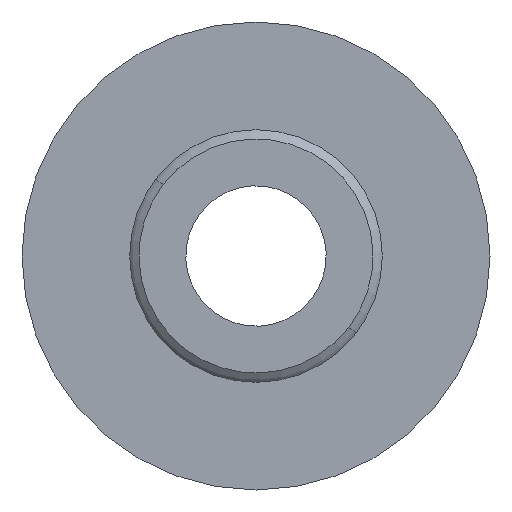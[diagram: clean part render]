
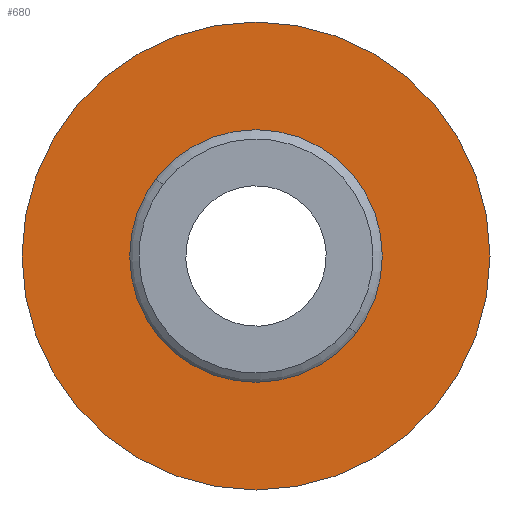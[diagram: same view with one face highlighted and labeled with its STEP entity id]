
A CAD part, front view. The second image highlights one B-rep face of the part: STEP entity #680.
In plain terms, the highlighted planar face has unit normal (0, -1, 0).
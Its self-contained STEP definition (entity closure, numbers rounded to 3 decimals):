
#36 = CARTESIAN_POINT ( 'NONE',  ( 0., 0., 0. ) ) ;
#62 = DIRECTION ( 'NONE',  ( 0., 0., -1. ) ) ;
#76 = PLANE ( 'NONE',  #277 ) ;
#95 = VERTEX_POINT ( 'NONE', #625 ) ;
#128 = CARTESIAN_POINT ( 'NONE',  ( 0., 0., 0. ) ) ;
#137 = CARTESIAN_POINT ( 'NONE',  ( 2.7, 0., 0. ) ) ;
#175 = ORIENTED_EDGE ( 'NONE', *, *, #194, .T. ) ;
#183 = CARTESIAN_POINT ( 'NONE',  ( 0., 0., 0. ) ) ;
#194 = EDGE_CURVE ( 'NONE', #635, #95, #219, .T. ) ;
#211 = DIRECTION ( 'NONE',  ( 0., -1., 0. ) ) ;
#219 = CIRCLE ( 'NONE', #846, 5. ) ;
#227 = CIRCLE ( 'NONE', #695, 5. ) ;
#240 = DIRECTION ( 'NONE',  ( 0., 0., -1. ) ) ;
#252 = DIRECTION ( 'NONE',  ( 0., -1., 0. ) ) ;
#259 = CARTESIAN_POINT ( 'NONE',  ( 0., 0., -5. ) ) ;
#277 = AXIS2_PLACEMENT_3D ( 'NONE', #137, #252, #320 ) ;
#281 = FACE_OUTER_BOUND ( 'NONE', #685, .T. ) ;
#297 = ORIENTED_EDGE ( 'NONE', *, *, #583, .T. ) ;
#315 = DIRECTION ( 'NONE',  ( 0., -1., 0. ) ) ;
#320 = DIRECTION ( 'NONE',  ( 0., 0., -1. ) ) ;
#385 = FACE_BOUND ( 'NONE', #489, .T. ) ;
#390 = AXIS2_PLACEMENT_3D ( 'NONE', #514, #429, #845 ) ;
#394 = CIRCLE ( 'NONE', #390, 2.7 ) ;
#429 = DIRECTION ( 'NONE',  ( 0., -1., 0. ) ) ;
#435 = CIRCLE ( 'NONE', #821, 2.7 ) ;
#451 = EDGE_CURVE ( 'NONE', #813, #597, #394, .T. ) ;
#465 = ORIENTED_EDGE ( 'NONE', *, *, #573, .F. ) ;
#473 = DIRECTION ( 'NONE',  ( 0., 0., -1. ) ) ;
#489 = EDGE_LOOP ( 'NONE', ( #781, #465 ) ) ;
#507 = CARTESIAN_POINT ( 'NONE',  ( 0., 0., -2.7 ) ) ;
#514 = CARTESIAN_POINT ( 'NONE',  ( 0., 0., 0. ) ) ;
#573 = EDGE_CURVE ( 'NONE', #597, #813, #435, .T. ) ;
#583 = EDGE_CURVE ( 'NONE', #95, #635, #227, .T. ) ;
#597 = VERTEX_POINT ( 'NONE', #651 ) ;
#625 = CARTESIAN_POINT ( 'NONE',  ( 0., 0., 5. ) ) ;
#635 = VERTEX_POINT ( 'NONE', #259 ) ;
#651 = CARTESIAN_POINT ( 'NONE',  ( 0., 0., 2.7 ) ) ;
#680 = ADVANCED_FACE ( 'NONE', ( #281, #385 ), #76, .T. ) ;
#685 = EDGE_LOOP ( 'NONE', ( #175, #297 ) ) ;
#695 = AXIS2_PLACEMENT_3D ( 'NONE', #128, #719, #62 ) ;
#719 = DIRECTION ( 'NONE',  ( 0., -1., 0. ) ) ;
#781 = ORIENTED_EDGE ( 'NONE', *, *, #451, .F. ) ;
#813 = VERTEX_POINT ( 'NONE', #507 ) ;
#821 = AXIS2_PLACEMENT_3D ( 'NONE', #183, #315, #240 ) ;
#845 = DIRECTION ( 'NONE',  ( 0., 0., -1. ) ) ;
#846 = AXIS2_PLACEMENT_3D ( 'NONE', #36, #211, #473 ) ;
